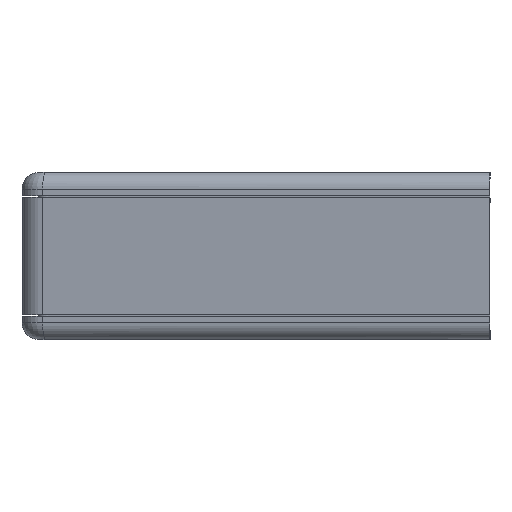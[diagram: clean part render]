
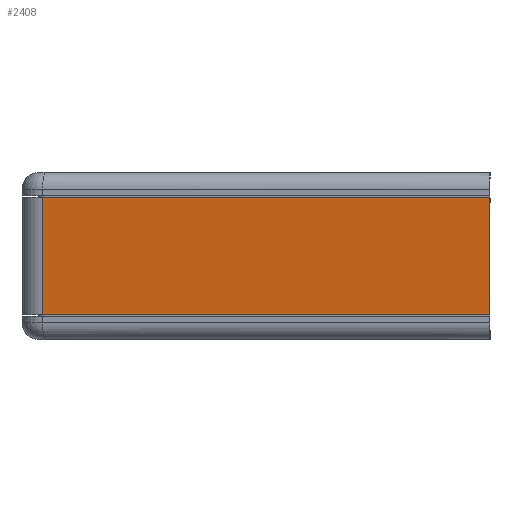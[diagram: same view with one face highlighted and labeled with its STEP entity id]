
A CAD part, left-side view. The second image highlights one B-rep face of the part: STEP entity #2408.
In plain terms, the highlighted planar face has unit normal (-0.984, 0.176, 0).
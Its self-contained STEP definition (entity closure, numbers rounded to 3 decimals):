
#98 = FACE_OUTER_BOUND ( 'NONE', #1203, .T. ) ;
#177 = CARTESIAN_POINT ( 'NONE',  ( -60.5, -28., -3.5 ) ) ;
#215 = DIRECTION ( 'NONE',  ( 0.176, 0.984, 0. ) ) ;
#237 = ORIENTED_EDGE ( 'NONE', *, *, #362, .F. ) ;
#329 = VERTEX_POINT ( 'NONE', #177 ) ;
#341 = CARTESIAN_POINT ( 'NONE',  ( -60.5, -28., 3.5 ) ) ;
#347 = CARTESIAN_POINT ( 'NONE',  ( -60.5, -28., 5. ) ) ;
#362 = EDGE_CURVE ( 'NONE', #1942, #329, #1633, .T. ) ;
#391 = AXIS2_PLACEMENT_3D ( 'NONE', #835, #1571, #800 ) ;
#397 = LINE ( 'NONE', #764, #887 ) ;
#421 = VECTOR ( 'NONE', #1686, 1000. ) ;
#537 = ORIENTED_EDGE ( 'NONE', *, *, #1359, .F. ) ;
#653 = VECTOR ( 'NONE', #2387, 1000. ) ;
#704 = VERTEX_POINT ( 'NONE', #1853 ) ;
#746 = VERTEX_POINT ( 'NONE', #1763 ) ;
#764 = CARTESIAN_POINT ( 'NONE',  ( -60.679, -29., -3.5 ) ) ;
#800 = DIRECTION ( 'NONE',  ( 0.176, 0.984, 0. ) ) ;
#835 = CARTESIAN_POINT ( 'NONE',  ( -53.785, 9.604, 5. ) ) ;
#887 = VECTOR ( 'NONE', #215, 1000. ) ;
#925 = CARTESIAN_POINT ( 'NONE',  ( -55.721, -1.236, 5. ) ) ;
#1098 = DIRECTION ( 'NONE',  ( 0., 0., -1. ) ) ;
#1103 = LINE ( 'NONE', #1848, #421 ) ;
#1203 = EDGE_LOOP ( 'NONE', ( #2320, #537, #237, #1410 ) ) ;
#1345 = EDGE_CURVE ( 'NONE', #1942, #704, #1103, .T. ) ;
#1359 = EDGE_CURVE ( 'NONE', #329, #746, #397, .T. ) ;
#1410 = ORIENTED_EDGE ( 'NONE', *, *, #1345, .T. ) ;
#1571 = DIRECTION ( 'NONE',  ( 0.984, -0.176, 0. ) ) ;
#1633 = LINE ( 'NONE', #347, #653 ) ;
#1686 = DIRECTION ( 'NONE',  ( 0.176, 0.984, 0. ) ) ;
#1763 = CARTESIAN_POINT ( 'NONE',  ( -55.721, -1.236, -3.5 ) ) ;
#1848 = CARTESIAN_POINT ( 'NONE',  ( -60.679, -29., 3.5 ) ) ;
#1853 = CARTESIAN_POINT ( 'NONE',  ( -55.721, -1.236, 3.5 ) ) ;
#1867 = VECTOR ( 'NONE', #1098, 1000. ) ;
#1942 = VERTEX_POINT ( 'NONE', #341 ) ;
#2049 = EDGE_CURVE ( 'NONE', #704, #746, #2391, .T. ) ;
#2282 = PLANE ( 'NONE',  #391 ) ;
#2320 = ORIENTED_EDGE ( 'NONE', *, *, #2049, .T. ) ;
#2387 = DIRECTION ( 'NONE',  ( 0., 0., -1. ) ) ;
#2391 = LINE ( 'NONE', #925, #1867 ) ;
#2408 = ADVANCED_FACE ( 'NONE', ( #98 ), #2282, .F. ) ;
